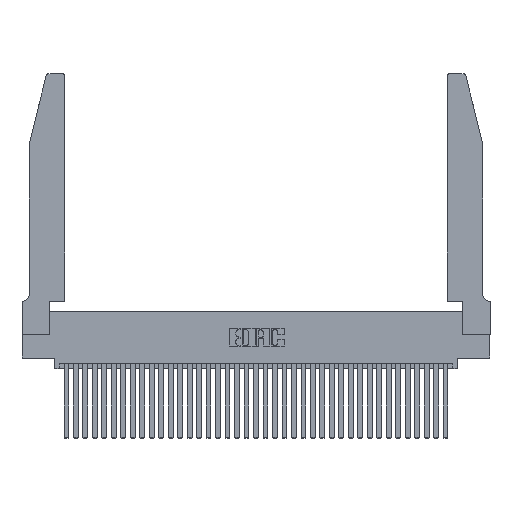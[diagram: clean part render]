
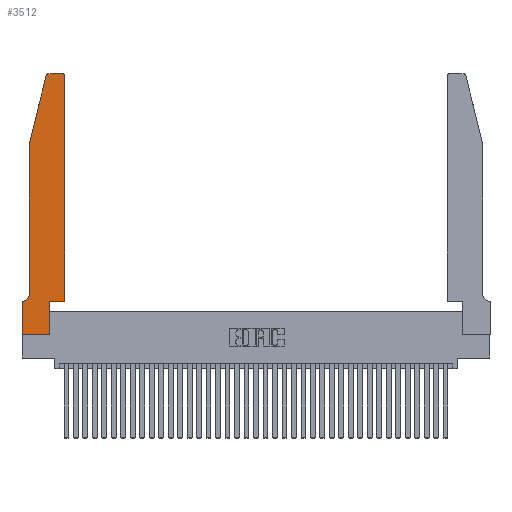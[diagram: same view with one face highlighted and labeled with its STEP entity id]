
A CAD part, top view. The second image highlights one B-rep face of the part: STEP entity #3512.
In plain terms, the highlighted planar face has unit normal (0, 0, 1).
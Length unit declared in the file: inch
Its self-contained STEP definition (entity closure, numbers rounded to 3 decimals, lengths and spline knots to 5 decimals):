
#720 = VECTOR ( 'NONE', #11262, 39.37008 ) ;
#1282 = AXIS2_PLACEMENT_3D ( 'NONE', #37007, #19959, #2810 ) ;
#1870 = DIRECTION ( 'NONE',  ( 0., 0., -1. ) ) ;
#2280 = CARTESIAN_POINT ( 'NONE',  ( 0.0755, 2., 0.37 ) ) ;
#2716 = CARTESIAN_POINT ( 'NONE',  ( 0.0755, 0.35, 0.37 ) ) ;
#2810 = DIRECTION ( 'NONE',  ( 1., 0., 0. ) ) ;
#3512 = ADVANCED_FACE ( 'NONE', ( #23016 ), #15717, .T. ) ;
#3760 = VERTEX_POINT ( 'NONE', #24029 ) ;
#3791 = CARTESIAN_POINT ( 'NONE',  ( 0.2605, 2.75, 0.37 ) ) ;
#4389 = CARTESIAN_POINT ( 'NONE',  ( 0.284, 2.72, 0.37 ) ) ;
#5683 = LINE ( 'NONE', #2280, #35184 ) ;
#6039 = CARTESIAN_POINT ( 'NONE',  ( 0., 0., 0.37 ) ) ;
#6158 = VECTOR ( 'NONE', #22749, 39.37008 ) ;
#6281 = VERTEX_POINT ( 'NONE', #30004 ) ;
#7011 = LINE ( 'NONE', #26891, #13715 ) ;
#7309 = DIRECTION ( 'NONE',  ( 1., 0., 0. ) ) ;
#7318 = CARTESIAN_POINT ( 'NONE',  ( 0.4505, 0.35, 0.37 ) ) ;
#8278 = ORIENTED_EDGE ( 'NONE', *, *, #26913, .T. ) ;
#9244 = DIRECTION ( 'NONE',  ( 0., 1., 0. ) ) ;
#9292 = LINE ( 'NONE', #33990, #720 ) ;
#9585 = DIRECTION ( 'NONE',  ( -1., 0., 0. ) ) ;
#9703 = ORIENTED_EDGE ( 'NONE', *, *, #21613, .T. ) ;
#11014 = ORIENTED_EDGE ( 'NONE', *, *, #23058, .T. ) ;
#11262 = DIRECTION ( 'NONE',  ( 0., -1., 0. ) ) ;
#11303 = LINE ( 'NONE', #33668, #25597 ) ;
#13689 = EDGE_CURVE ( 'NONE', #25690, #31278, #5683, .T. ) ;
#13715 = VECTOR ( 'NONE', #18375, 39.37008 ) ;
#13729 = CARTESIAN_POINT ( 'NONE',  ( 0.0755, 2., 0.37 ) ) ;
#14410 = DIRECTION ( 'NONE',  ( 1., 0., 0. ) ) ;
#14556 = ORIENTED_EDGE ( 'NONE', *, *, #26423, .T. ) ;
#14770 = CARTESIAN_POINT ( 'NONE',  ( 0.0755, 0.42, 0.37 ) ) ;
#15335 = EDGE_CURVE ( 'NONE', #33979, #24844, #22149, .T. ) ;
#15342 = VECTOR ( 'NONE', #9585, 39.37008 ) ;
#15717 = PLANE ( 'NONE',  #23599 ) ;
#16564 = ORIENTED_EDGE ( 'NONE', *, *, #15335, .T. ) ;
#16891 = EDGE_LOOP ( 'NONE', ( #33207, #34566, #24986, #14556, #36118, #33335, #16564, #11014, #9703, #19084, #8278, #22540 ) ) ;
#17128 = LINE ( 'NONE', #3791, #15342 ) ;
#18375 = DIRECTION ( 'NONE',  ( 0., 1., 0. ) ) ;
#19016 = CARTESIAN_POINT ( 'NONE',  ( 0.0055, 0.42, 0.37 ) ) ;
#19084 = ORIENTED_EDGE ( 'NONE', *, *, #22878, .T. ) ;
#19959 = DIRECTION ( 'NONE',  ( 0., 0., 1. ) ) ;
#20476 = LINE ( 'NONE', #2716, #6158 ) ;
#20557 = DIRECTION ( 'NONE',  ( 0., -1., 0. ) ) ;
#20632 = CIRCLE ( 'NONE', #36054, 0.03 ) ;
#20855 = AXIS2_PLACEMENT_3D ( 'NONE', #19016, #1870, #21939 ) ;
#20903 = VERTEX_POINT ( 'NONE', #29590 ) ;
#21593 = DIRECTION ( 'NONE',  ( 1., 0., 0. ) ) ;
#21613 = EDGE_CURVE ( 'NONE', #6281, #30026, #7011, .T. ) ;
#21719 = VERTEX_POINT ( 'NONE', #30282 ) ;
#21939 = DIRECTION ( 'NONE',  ( -1., 0., 0. ) ) ;
#21968 = CARTESIAN_POINT ( 'NONE',  ( 0.2865, 0.35, 0.37 ) ) ;
#22149 = LINE ( 'NONE', #6039, #28859 ) ;
#22540 = ORIENTED_EDGE ( 'NONE', *, *, #33345, .T. ) ;
#22674 = VECTOR ( 'NONE', #9244, 39.37008 ) ;
#22730 = EDGE_CURVE ( 'NONE', #20903, #31262, #17128, .T. ) ;
#22749 = DIRECTION ( 'NONE',  ( -1., 0., 0. ) ) ;
#22878 = EDGE_CURVE ( 'NONE', #30026, #35906, #32798, .T. ) ;
#23016 = FACE_OUTER_BOUND ( 'NONE', #16891, .T. ) ;
#23058 = EDGE_CURVE ( 'NONE', #24844, #6281, #11303, .T. ) ;
#23373 = VERTEX_POINT ( 'NONE', #14770 ) ;
#23599 = AXIS2_PLACEMENT_3D ( 'NONE', #28555, #31587, #14410 ) ;
#23718 = EDGE_CURVE ( 'NONE', #31262, #25690, #20632, .T. ) ;
#24029 = CARTESIAN_POINT ( 'NONE',  ( 0.0055, 0.35, 0.37 ) ) ;
#24420 = DIRECTION ( 'NONE',  ( 0., 0., 1. ) ) ;
#24844 = VERTEX_POINT ( 'NONE', #35320 ) ;
#24986 = ORIENTED_EDGE ( 'NONE', *, *, #13689, .T. ) ;
#25187 = DIRECTION ( 'NONE',  ( -0.239, -0.971, 0. ) ) ;
#25597 = VECTOR ( 'NONE', #36484, 39.37008 ) ;
#25688 = EDGE_CURVE ( 'NONE', #23373, #3760, #30835, .T. ) ;
#25690 = VERTEX_POINT ( 'NONE', #27524 ) ;
#26423 = EDGE_CURVE ( 'NONE', #31278, #23373, #9292, .T. ) ;
#26492 = CARTESIAN_POINT ( 'NONE',  ( 0.4505, 0.35, 0.37 ) ) ;
#26891 = CARTESIAN_POINT ( 'NONE',  ( 0.2865, 0.35, 0.37 ) ) ;
#26913 = EDGE_CURVE ( 'NONE', #35906, #21719, #36903, .T. ) ;
#27524 = CARTESIAN_POINT ( 'NONE',  ( 0.25487, 2.72718, 0.37 ) ) ;
#28553 = CARTESIAN_POINT ( 'NONE',  ( 0., 0.35, 0.37 ) ) ;
#28555 = CARTESIAN_POINT ( 'NONE',  ( 0., 0.35, 0.37 ) ) ;
#28859 = VECTOR ( 'NONE', #20557, 39.37008 ) ;
#29590 = CARTESIAN_POINT ( 'NONE',  ( 0.4205, 2.75, 0.37 ) ) ;
#30004 = CARTESIAN_POINT ( 'NONE',  ( 0.2865, 0., 0.37 ) ) ;
#30026 = VERTEX_POINT ( 'NONE', #21968 ) ;
#30282 = CARTESIAN_POINT ( 'NONE',  ( 0.4505, 2.72, 0.37 ) ) ;
#30821 = CIRCLE ( 'NONE', #1282, 0.03 ) ;
#30835 = CIRCLE ( 'NONE', #20855, 0.07 ) ;
#30883 = CARTESIAN_POINT ( 'NONE',  ( 0.284, 2.75, 0.37 ) ) ;
#31262 = VERTEX_POINT ( 'NONE', #30883 ) ;
#31278 = VERTEX_POINT ( 'NONE', #13729 ) ;
#31587 = DIRECTION ( 'NONE',  ( 0., 0., 1. ) ) ;
#31909 = VECTOR ( 'NONE', #21593, 39.37008 ) ;
#32798 = LINE ( 'NONE', #7318, #31909 ) ;
#33207 = ORIENTED_EDGE ( 'NONE', *, *, #22730, .T. ) ;
#33335 = ORIENTED_EDGE ( 'NONE', *, *, #34583, .T. ) ;
#33345 = EDGE_CURVE ( 'NONE', #21719, #20903, #30821, .T. ) ;
#33668 = CARTESIAN_POINT ( 'NONE',  ( 0., 0., 0.37 ) ) ;
#33979 = VERTEX_POINT ( 'NONE', #28553 ) ;
#33990 = CARTESIAN_POINT ( 'NONE',  ( 0.0755, 2., 0.37 ) ) ;
#34566 = ORIENTED_EDGE ( 'NONE', *, *, #23718, .T. ) ;
#34583 = EDGE_CURVE ( 'NONE', #3760, #33979, #20476, .T. ) ;
#35184 = VECTOR ( 'NONE', #25187, 39.37008 ) ;
#35320 = CARTESIAN_POINT ( 'NONE',  ( 0., 0., 0.37 ) ) ;
#35403 = CARTESIAN_POINT ( 'NONE',  ( 0.4505, 0.35, 0.37 ) ) ;
#35906 = VERTEX_POINT ( 'NONE', #35403 ) ;
#36054 = AXIS2_PLACEMENT_3D ( 'NONE', #4389, #24420, #7309 ) ;
#36118 = ORIENTED_EDGE ( 'NONE', *, *, #25688, .T. ) ;
#36484 = DIRECTION ( 'NONE',  ( 1., 0., 0. ) ) ;
#36903 = LINE ( 'NONE', #26492, #22674 ) ;
#37007 = CARTESIAN_POINT ( 'NONE',  ( 0.4205, 2.72, 0.37 ) ) ;
